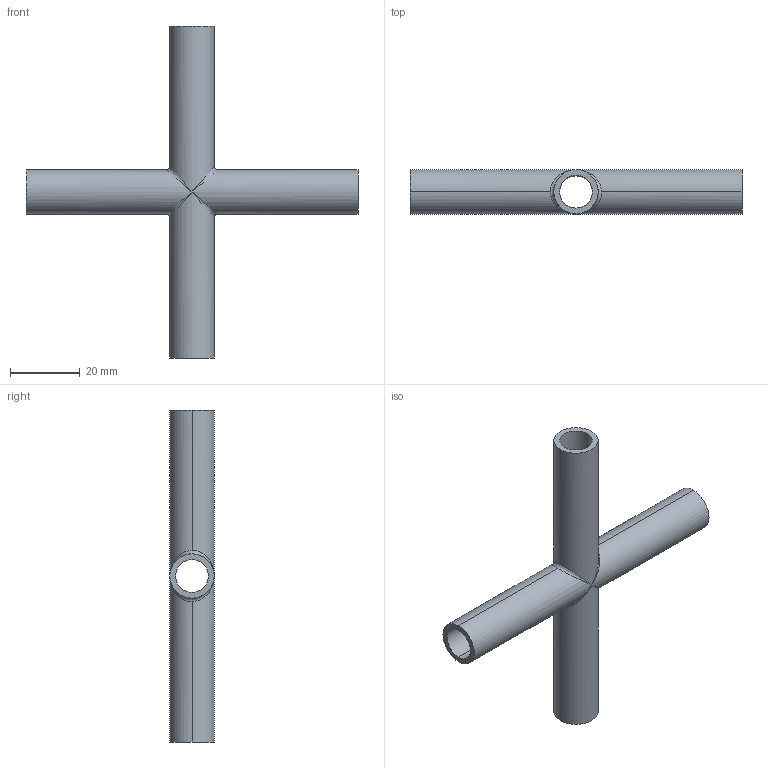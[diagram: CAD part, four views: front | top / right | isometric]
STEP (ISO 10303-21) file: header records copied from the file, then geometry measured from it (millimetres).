
FILE_DESCRIPTION (( 'STEP AP214' ), '1' );
FILE_NAME ('DT9C 12.70.STEP', '2014-02-12T02:02:22', ( '' ), ( '' ), 'SwSTEP 2.0', 'SolidWorks 2013', '' );
FILE_SCHEMA (( 'AUTOMOTIVE_DESIGN' ));
Length unit declared in the file: inch
Products named in the file (1): DT9C 12.70
Bounding box: 95.2 x 12.7 x 95.2 mm (x, y, z)
Volume: 10100.9 mm3; surface area: 12437.4 mm2
Topology: 1 solids, 1 shells, 24 faces, 64 edges, 32 vertices
Faces by surface type: cylinder 16, plane 4, bspline 4
Entity records: 1060 total; most frequent: CARTESIAN_POINT 541, ORIENTED_EDGE 112, DIRECTION 90, EDGE_CURVE 56, AXIS2_PLACEMENT_3D 37, VERTEX_POINT 32, EDGE_LOOP 28, FACE_OUTER_BOUND 24
